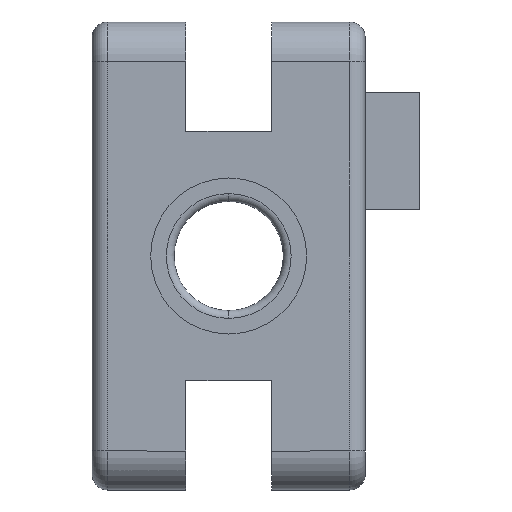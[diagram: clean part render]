
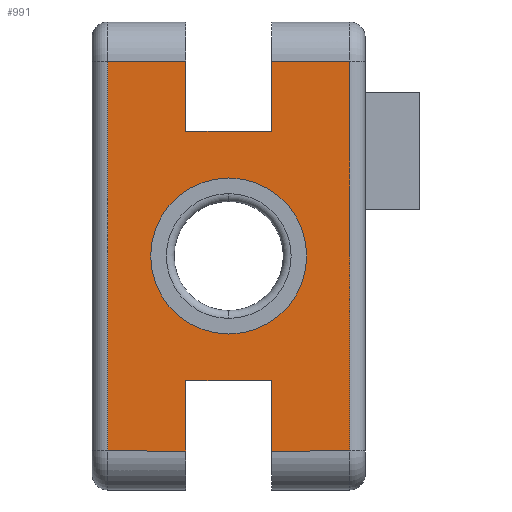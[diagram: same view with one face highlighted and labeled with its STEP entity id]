
A CAD part, front view. The second image highlights one B-rep face of the part: STEP entity #991.
In plain terms, the highlighted planar face has unit normal (0, -1, 0).
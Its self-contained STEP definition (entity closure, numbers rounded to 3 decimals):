
#25 = DIRECTION ( 'NONE',  ( 0., 0., -1. ) ) ;
#30 = CARTESIAN_POINT ( 'NONE',  ( -8.108, 0., 12.781 ) ) ;
#61 = AXIS2_PLACEMENT_3D ( 'NONE', #866, #905, #25 ) ;
#114 = CARTESIAN_POINT ( 'NONE',  ( 2.892, 0., -33.219 ) ) ;
#190 = ORIENTED_EDGE ( 'NONE', *, *, #1385, .F. ) ;
#192 = CIRCLE ( 'NONE', #61, 10. ) ;
#280 = CARTESIAN_POINT ( 'NONE',  ( 0., 0., -28.219 ) ) ;
#298 = ORIENTED_EDGE ( 'NONE', *, *, #651, .F. ) ;
#326 = EDGE_CURVE ( 'NONE', #939, #805, #329, .T. ) ;
#329 = LINE ( 'NONE', #1993, #2533 ) ;
#341 = EDGE_CURVE ( 'NONE', #939, #1445, #2005, .T. ) ;
#387 = VERTEX_POINT ( 'NONE', #1781 ) ;
#392 = FACE_OUTER_BOUND ( 'NONE', #2317, .T. ) ;
#403 = VERTEX_POINT ( 'NONE', #1133 ) ;
#409 = LINE ( 'NONE', #1185, #1709 ) ;
#442 = EDGE_CURVE ( 'NONE', #1445, #1096, #409, .T. ) ;
#545 = CIRCLE ( 'NONE', #1578, 10. ) ;
#549 = VERTEX_POINT ( 'NONE', #995 ) ;
#565 = VECTOR ( 'NONE', #2119, 1000. ) ;
#613 = CARTESIAN_POINT ( 'NONE',  ( 0., 0., 0. ) ) ;
#651 = EDGE_CURVE ( 'NONE', #1011, #880, #545, .T. ) ;
#697 = CARTESIAN_POINT ( 'NONE',  ( -8.108, 0., -33.219 ) ) ;
#722 = DIRECTION ( 'NONE',  ( 1., 0., 0. ) ) ;
#761 = CARTESIAN_POINT ( 'NONE',  ( -8.108, 0., 26.781 ) ) ;
#769 = EDGE_CURVE ( 'NONE', #2696, #2067, #1115, .T. ) ;
#778 = ORIENTED_EDGE ( 'NONE', *, *, #1577, .F. ) ;
#800 = DIRECTION ( 'NONE',  ( 0., 0., -1. ) ) ;
#805 = VERTEX_POINT ( 'NONE', #1536 ) ;
#809 = ORIENTED_EDGE ( 'NONE', *, *, #1267, .F. ) ;
#811 = EDGE_CURVE ( 'NONE', #938, #2083, #2580, .T. ) ;
#820 = CARTESIAN_POINT ( 'NONE',  ( 2.892, 0., 26.781 ) ) ;
#866 = CARTESIAN_POINT ( 'NONE',  ( -2.608, 0., -3.219 ) ) ;
#880 = VERTEX_POINT ( 'NONE', #981 ) ;
#905 = DIRECTION ( 'NONE',  ( 0., -1., 0. ) ) ;
#930 = DIRECTION ( 'NONE',  ( 0., 0., 1. ) ) ;
#938 = VERTEX_POINT ( 'NONE', #1020 ) ;
#939 = VERTEX_POINT ( 'NONE', #993 ) ;
#944 = EDGE_CURVE ( 'NONE', #938, #549, #1634, .T. ) ;
#981 = CARTESIAN_POINT ( 'NONE',  ( -2.608, 0., 6.781 ) ) ;
#982 = EDGE_CURVE ( 'NONE', #2086, #403, #1842, .T. ) ;
#991 = ADVANCED_FACE ( 'NONE', ( #2256, #392 ), #1222, .F. ) ;
#993 = CARTESIAN_POINT ( 'NONE',  ( 2.892, 0., -28.219 ) ) ;
#995 = CARTESIAN_POINT ( 'NONE',  ( -18.108, 0., 21.781 ) ) ;
#998 = CARTESIAN_POINT ( 'NONE',  ( -18.108, 0., 0. ) ) ;
#1011 = VERTEX_POINT ( 'NONE', #1654 ) ;
#1020 = CARTESIAN_POINT ( 'NONE',  ( -8.108, 0., 21.781 ) ) ;
#1030 = LINE ( 'NONE', #30, #565 ) ;
#1034 = DIRECTION ( 'NONE',  ( -1., 0., 0. ) ) ;
#1055 = VECTOR ( 'NONE', #2047, 1000. ) ;
#1090 = ORIENTED_EDGE ( 'NONE', *, *, #2667, .T. ) ;
#1096 = VERTEX_POINT ( 'NONE', #1696 ) ;
#1115 = LINE ( 'NONE', #280, #2151 ) ;
#1133 = CARTESIAN_POINT ( 'NONE',  ( 2.892, 0., 21.781 ) ) ;
#1185 = CARTESIAN_POINT ( 'NONE',  ( 2.892, 0., -19.219 ) ) ;
#1201 = LINE ( 'NONE', #998, #1899 ) ;
#1203 = ORIENTED_EDGE ( 'NONE', *, *, #769, .T. ) ;
#1222 = PLANE ( 'NONE',  #1492 ) ;
#1254 = DIRECTION ( 'NONE',  ( -1., 0., 0. ) ) ;
#1267 = EDGE_CURVE ( 'NONE', #880, #1011, #192, .T. ) ;
#1312 = EDGE_LOOP ( 'NONE', ( #298, #809 ) ) ;
#1373 = CARTESIAN_POINT ( 'NONE',  ( -8.108, 0., -28.219 ) ) ;
#1385 = EDGE_CURVE ( 'NONE', #2083, #2086, #1030, .T. ) ;
#1445 = VERTEX_POINT ( 'NONE', #2132 ) ;
#1459 = DIRECTION ( 'NONE',  ( 0., 0., 1. ) ) ;
#1462 = EDGE_CURVE ( 'NONE', #387, #403, #1850, .T. ) ;
#1492 = AXIS2_PLACEMENT_3D ( 'NONE', #613, #2266, #1459 ) ;
#1510 = CARTESIAN_POINT ( 'NONE',  ( -2.608, 0., -3.219 ) ) ;
#1536 = CARTESIAN_POINT ( 'NONE',  ( 12.892, 0., -28.219 ) ) ;
#1566 = VECTOR ( 'NONE', #930, 1000. ) ;
#1577 = EDGE_CURVE ( 'NONE', #1096, #2067, #1773, .T. ) ;
#1578 = AXIS2_PLACEMENT_3D ( 'NONE', #1510, #1670, #1657 ) ;
#1631 = ORIENTED_EDGE ( 'NONE', *, *, #326, .T. ) ;
#1634 = LINE ( 'NONE', #1818, #1055 ) ;
#1651 = CARTESIAN_POINT ( 'NONE',  ( 0., 0., 21.781 ) ) ;
#1654 = CARTESIAN_POINT ( 'NONE',  ( -2.608, 0., -13.219 ) ) ;
#1657 = DIRECTION ( 'NONE',  ( 0., 0., -1. ) ) ;
#1670 = DIRECTION ( 'NONE',  ( 0., -1., 0. ) ) ;
#1687 = CARTESIAN_POINT ( 'NONE',  ( -18.108, 0., -28.219 ) ) ;
#1696 = CARTESIAN_POINT ( 'NONE',  ( -8.108, 0., -19.219 ) ) ;
#1701 = EDGE_CURVE ( 'NONE', #549, #2696, #1201, .T. ) ;
#1709 = VECTOR ( 'NONE', #1034, 1000. ) ;
#1721 = ORIENTED_EDGE ( 'NONE', *, *, #442, .F. ) ;
#1768 = DIRECTION ( 'NONE',  ( 0., 0., 1. ) ) ;
#1773 = LINE ( 'NONE', #697, #2557 ) ;
#1781 = CARTESIAN_POINT ( 'NONE',  ( 12.892, 0., 21.781 ) ) ;
#1818 = CARTESIAN_POINT ( 'NONE',  ( 0., 0., 21.781 ) ) ;
#1842 = LINE ( 'NONE', #820, #2637 ) ;
#1850 = LINE ( 'NONE', #1651, #2464 ) ;
#1899 = VECTOR ( 'NONE', #800, 1000. ) ;
#1945 = DIRECTION ( 'NONE',  ( 1., 0., 0. ) ) ;
#1976 = CARTESIAN_POINT ( 'NONE',  ( 12.892, 0., 0. ) ) ;
#1985 = DIRECTION ( 'NONE',  ( 0., 0., -1. ) ) ;
#1993 = CARTESIAN_POINT ( 'NONE',  ( 0., 0., -28.219 ) ) ;
#2005 = LINE ( 'NONE', #114, #2409 ) ;
#2047 = DIRECTION ( 'NONE',  ( -1., 0., 0. ) ) ;
#2052 = VECTOR ( 'NONE', #2369, 1000. ) ;
#2067 = VERTEX_POINT ( 'NONE', #1373 ) ;
#2083 = VERTEX_POINT ( 'NONE', #2606 ) ;
#2086 = VERTEX_POINT ( 'NONE', #2209 ) ;
#2119 = DIRECTION ( 'NONE',  ( 1., 0., 0. ) ) ;
#2121 = ORIENTED_EDGE ( 'NONE', *, *, #811, .F. ) ;
#2132 = CARTESIAN_POINT ( 'NONE',  ( 2.892, 0., -19.219 ) ) ;
#2151 = VECTOR ( 'NONE', #1945, 1000. ) ;
#2196 = ORIENTED_EDGE ( 'NONE', *, *, #1701, .T. ) ;
#2209 = CARTESIAN_POINT ( 'NONE',  ( 2.892, 0., 12.781 ) ) ;
#2256 = FACE_BOUND ( 'NONE', #1312, .T. ) ;
#2266 = DIRECTION ( 'NONE',  ( 0., 1., 0. ) ) ;
#2317 = EDGE_LOOP ( 'NONE', ( #2390, #1631, #1090, #2705, #2690, #190, #2121, #2566, #2196, #1203, #778, #1721 ) ) ;
#2369 = DIRECTION ( 'NONE',  ( 0., 0., -1. ) ) ;
#2390 = ORIENTED_EDGE ( 'NONE', *, *, #341, .F. ) ;
#2397 = LINE ( 'NONE', #1976, #1566 ) ;
#2409 = VECTOR ( 'NONE', #1768, 1000. ) ;
#2463 = DIRECTION ( 'NONE',  ( 0., 0., 1. ) ) ;
#2464 = VECTOR ( 'NONE', #1254, 1000. ) ;
#2533 = VECTOR ( 'NONE', #722, 1000. ) ;
#2557 = VECTOR ( 'NONE', #1985, 1000. ) ;
#2566 = ORIENTED_EDGE ( 'NONE', *, *, #944, .T. ) ;
#2580 = LINE ( 'NONE', #761, #2052 ) ;
#2606 = CARTESIAN_POINT ( 'NONE',  ( -8.108, 0., 12.781 ) ) ;
#2637 = VECTOR ( 'NONE', #2463, 1000. ) ;
#2667 = EDGE_CURVE ( 'NONE', #805, #387, #2397, .T. ) ;
#2690 = ORIENTED_EDGE ( 'NONE', *, *, #982, .F. ) ;
#2696 = VERTEX_POINT ( 'NONE', #1687 ) ;
#2705 = ORIENTED_EDGE ( 'NONE', *, *, #1462, .T. ) ;
